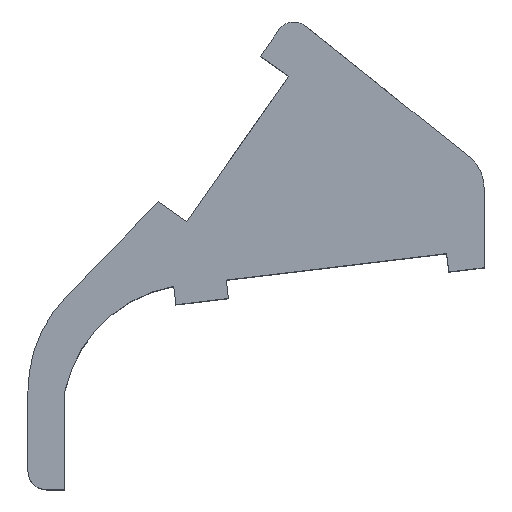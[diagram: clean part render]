
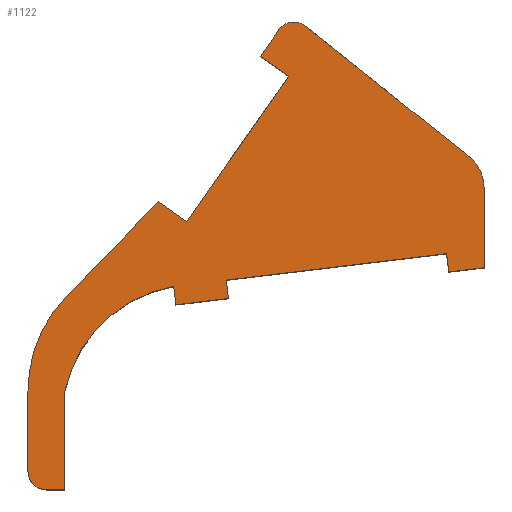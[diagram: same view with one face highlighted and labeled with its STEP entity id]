
A CAD part, top view. The second image highlights one B-rep face of the part: STEP entity #1122.
In plain terms, the highlighted planar face has unit normal (0, 0, 1).
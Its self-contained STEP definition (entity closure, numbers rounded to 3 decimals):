
#284 = VERTEX_POINT('',#285);
#285 = CARTESIAN_POINT('',(0.,1.5,17.));
#291 = EDGE_CURVE('',#284,#292,#294,.T.);
#292 = VERTEX_POINT('',#293);
#293 = CARTESIAN_POINT('',(0.,8.,17.));
#294 = LINE('',#295,#296);
#295 = CARTESIAN_POINT('',(0.,1.5,17.));
#296 = VECTOR('',#297,1.);
#297 = DIRECTION('',(0.,1.,0.));
#315 = VERTEX_POINT('',#316);
#316 = CARTESIAN_POINT('',(3.117,15.672,17.));
#322 = EDGE_CURVE('',#315,#292,#323,.T.);
#323 = CIRCLE('',#324,11.);
#324 = AXIS2_PLACEMENT_3D('',#325,#326,#327);
#325 = CARTESIAN_POINT('',(11.,8.,17.));
#326 = DIRECTION('',(0.,0.,1.));
#327 = DIRECTION('',(1.,0.,0.));
#340 = EDGE_CURVE('',#315,#341,#343,.T.);
#341 = VERTEX_POINT('',#342);
#342 = CARTESIAN_POINT('',(10.593,23.355,17.));
#343 = LINE('',#344,#345);
#344 = CARTESIAN_POINT('',(3.117,15.672,17.));
#345 = VECTOR('',#346,1.);
#346 = DIRECTION('',(0.697,0.717,0.));
#364 = EDGE_CURVE('',#341,#365,#367,.T.);
#365 = VERTEX_POINT('',#366);
#366 = CARTESIAN_POINT('',(12.887,21.748,17.));
#367 = LINE('',#368,#369);
#368 = CARTESIAN_POINT('',(10.593,23.355,17.));
#369 = VECTOR('',#370,1.);
#370 = DIRECTION('',(0.819,-0.574,0.));
#444 = EDGE_CURVE('',#365,#445,#447,.T.);
#445 = VERTEX_POINT('',#446);
#446 = CARTESIAN_POINT('',(21.147,33.544,17.));
#447 = LINE('',#448,#449);
#448 = CARTESIAN_POINT('',(12.887,21.748,17.));
#449 = VECTOR('',#450,1.);
#450 = DIRECTION('',(0.574,0.819,0.));
#522 = EDGE_CURVE('',#445,#523,#525,.T.);
#523 = VERTEX_POINT('',#524);
#524 = CARTESIAN_POINT('',(18.853,35.15,17.));
#525 = LINE('',#526,#527);
#526 = CARTESIAN_POINT('',(21.147,33.544,17.));
#527 = VECTOR('',#528,1.);
#528 = DIRECTION('',(-0.819,0.574,0.));
#546 = EDGE_CURVE('',#523,#547,#549,.T.);
#547 = VERTEX_POINT('',#548);
#548 = CARTESIAN_POINT('',(20.356,37.297,17.));
#549 = LINE('',#550,#551);
#550 = CARTESIAN_POINT('',(18.853,35.15,17.));
#551 = VECTOR('',#552,1.);
#552 = DIRECTION('',(0.574,0.819,0.));
#616 = VERTEX_POINT('',#617);
#617 = CARTESIAN_POINT('',(22.521,37.608,17.));
#623 = EDGE_CURVE('',#616,#547,#624,.T.);
#624 = CIRCLE('',#625,1.5);
#625 = AXIS2_PLACEMENT_3D('',#626,#627,#628);
#626 = CARTESIAN_POINT('',(21.585,36.436,17.));
#627 = DIRECTION('',(0.,0.,1.));
#628 = DIRECTION('',(1.,0.,0.));
#658 = EDGE_CURVE('',#616,#659,#661,.T.);
#659 = VERTEX_POINT('',#660);
#660 = CARTESIAN_POINT('',(35.797,27.,17.));
#661 = LINE('',#662,#663);
#662 = CARTESIAN_POINT('',(22.521,37.608,17.));
#663 = VECTOR('',#664,1.);
#664 = DIRECTION('',(0.781,-0.624,0.));
#681 = VERTEX_POINT('',#682);
#682 = CARTESIAN_POINT('',(37.,24.5,17.));
#688 = EDGE_CURVE('',#681,#659,#689,.T.);
#689 = CIRCLE('',#690,3.2);
#690 = AXIS2_PLACEMENT_3D('',#691,#692,#693);
#691 = CARTESIAN_POINT('',(33.8,24.5,17.));
#692 = DIRECTION('',(0.,0.,1.));
#693 = DIRECTION('',(1.,0.,0.));
#707 = EDGE_CURVE('',#681,#708,#710,.T.);
#708 = VERTEX_POINT('',#709);
#709 = CARTESIAN_POINT('',(37.,18.,17.));
#710 = LINE('',#711,#712);
#711 = CARTESIAN_POINT('',(37.,24.5,17.));
#712 = VECTOR('',#713,1.);
#713 = DIRECTION('',(0.,-1.,0.));
#827 = VERTEX_POINT('',#828);
#828 = CARTESIAN_POINT('',(33.961,19.146,17.));
#834 = EDGE_CURVE('',#835,#827,#837,.T.);
#835 = VERTEX_POINT('',#836);
#836 = CARTESIAN_POINT('',(16.089,17.001,17.));
#837 = LINE('',#838,#839);
#838 = CARTESIAN_POINT('',(25.327,18.11,17.));
#839 = VECTOR('',#840,1.);
#840 = DIRECTION('',(0.993,0.119,0.));
#1012 = VERTEX_POINT('',#1013);
#1013 = CARTESIAN_POINT('',(11.821,16.489,17.));
#1019 = EDGE_CURVE('',#1012,#1020,#1022,.T.);
#1020 = VERTEX_POINT('',#1021);
#1021 = CARTESIAN_POINT('',(3.,8.,17.));
#1022 = CIRCLE('',#1023,11.);
#1023 = AXIS2_PLACEMENT_3D('',#1024,#1025,#1026);
#1024 = CARTESIAN_POINT('',(13.748,5.659,17.));
#1025 = DIRECTION('',(0.,0.,1.));
#1026 = DIRECTION('',(1.,0.,0.));
#1054 = VERTEX_POINT('',#1055);
#1055 = CARTESIAN_POINT('',(3.,0.,17.));
#1061 = EDGE_CURVE('',#1054,#1020,#1062,.T.);
#1062 = LINE('',#1063,#1064);
#1063 = CARTESIAN_POINT('',(3.,0.,17.));
#1064 = VECTOR('',#1065,1.);
#1065 = DIRECTION('',(0.,1.,0.));
#1103 = EDGE_CURVE('',#284,#1104,#1106,.T.);
#1104 = VERTEX_POINT('',#1105);
#1105 = CARTESIAN_POINT('',(1.5,0.,17.));
#1106 = CIRCLE('',#1107,1.5);
#1107 = AXIS2_PLACEMENT_3D('',#1108,#1109,#1110);
#1108 = CARTESIAN_POINT('',(1.5,1.5,17.));
#1109 = DIRECTION('',(0.,0.,1.));
#1110 = DIRECTION('',(1.,0.,0.));
#1122 = ADVANCED_FACE('',(#1123),#1182,.T.);
#1123 = FACE_BOUND('',#1124,.T.);
#1124 = EDGE_LOOP('',(#1125,#1126,#1127,#1133,#1134,#1135,#1143,#1151,
    #1157,#1158,#1166,#1172,#1173,#1174,#1175,#1176,#1177,#1178,#1179,
    #1180,#1181));
#1125 = ORIENTED_EDGE('',*,*,#291,.F.);
#1126 = ORIENTED_EDGE('',*,*,#1103,.T.);
#1127 = ORIENTED_EDGE('',*,*,#1128,.T.);
#1128 = EDGE_CURVE('',#1104,#1054,#1129,.T.);
#1129 = LINE('',#1130,#1131);
#1130 = CARTESIAN_POINT('',(1.5,0.,17.));
#1131 = VECTOR('',#1132,1.);
#1132 = DIRECTION('',(1.,0.,0.));
#1133 = ORIENTED_EDGE('',*,*,#1061,.T.);
#1134 = ORIENTED_EDGE('',*,*,#1019,.F.);
#1135 = ORIENTED_EDGE('',*,*,#1136,.F.);
#1136 = EDGE_CURVE('',#1137,#1012,#1139,.T.);
#1137 = VERTEX_POINT('',#1138);
#1138 = CARTESIAN_POINT('',(12.,15.,17.));
#1139 = LINE('',#1140,#1141);
#1140 = CARTESIAN_POINT('',(12.,15.,17.));
#1141 = VECTOR('',#1142,1.);
#1142 = DIRECTION('',(-0.119,0.993,0.));
#1143 = ORIENTED_EDGE('',*,*,#1144,.F.);
#1144 = EDGE_CURVE('',#1145,#1137,#1147,.T.);
#1145 = VERTEX_POINT('',#1146);
#1146 = CARTESIAN_POINT('',(16.268,15.512,17.));
#1147 = LINE('',#1148,#1149);
#1148 = CARTESIAN_POINT('',(37.,18.,17.));
#1149 = VECTOR('',#1150,1.);
#1150 = DIRECTION('',(-0.993,-0.119,0.));
#1151 = ORIENTED_EDGE('',*,*,#1152,.T.);
#1152 = EDGE_CURVE('',#1145,#835,#1153,.T.);
#1153 = LINE('',#1154,#1155);
#1154 = CARTESIAN_POINT('',(15.952,18.142,17.));
#1155 = VECTOR('',#1156,1.);
#1156 = DIRECTION('',(-0.119,0.993,0.));
#1157 = ORIENTED_EDGE('',*,*,#834,.T.);
#1158 = ORIENTED_EDGE('',*,*,#1159,.T.);
#1159 = EDGE_CURVE('',#827,#1160,#1162,.T.);
#1160 = VERTEX_POINT('',#1161);
#1161 = CARTESIAN_POINT('',(34.139,17.657,17.));
#1162 = LINE('',#1163,#1164);
#1163 = CARTESIAN_POINT('',(33.913,19.542,17.));
#1164 = VECTOR('',#1165,1.);
#1165 = DIRECTION('',(0.119,-0.993,0.));
#1166 = ORIENTED_EDGE('',*,*,#1167,.F.);
#1167 = EDGE_CURVE('',#708,#1160,#1168,.T.);
#1168 = LINE('',#1169,#1170);
#1169 = CARTESIAN_POINT('',(37.,18.,17.));
#1170 = VECTOR('',#1171,1.);
#1171 = DIRECTION('',(-0.993,-0.119,0.));
#1172 = ORIENTED_EDGE('',*,*,#707,.F.);
#1173 = ORIENTED_EDGE('',*,*,#688,.T.);
#1174 = ORIENTED_EDGE('',*,*,#658,.F.);
#1175 = ORIENTED_EDGE('',*,*,#623,.T.);
#1176 = ORIENTED_EDGE('',*,*,#546,.F.);
#1177 = ORIENTED_EDGE('',*,*,#522,.F.);
#1178 = ORIENTED_EDGE('',*,*,#444,.F.);
#1179 = ORIENTED_EDGE('',*,*,#364,.F.);
#1180 = ORIENTED_EDGE('',*,*,#340,.F.);
#1181 = ORIENTED_EDGE('',*,*,#322,.T.);
#1182 = PLANE('',#1183);
#1183 = AXIS2_PLACEMENT_3D('',#1184,#1185,#1186);
#1184 = CARTESIAN_POINT('',(16.42,19.356,17.));
#1185 = DIRECTION('',(0.,0.,1.));
#1186 = DIRECTION('',(1.,0.,0.));
